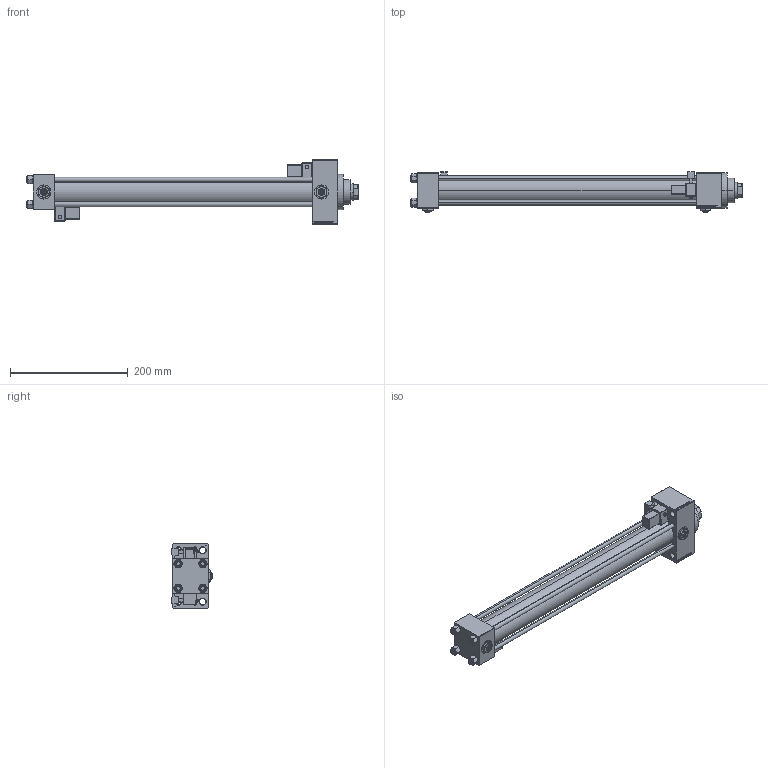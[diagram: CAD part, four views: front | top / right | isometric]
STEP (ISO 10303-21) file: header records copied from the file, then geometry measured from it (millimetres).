
FILE_DESCRIPTION (( 'STEP AP203' ), '1' );
FILE_NAME ('7722.STEP', '2025-10-22T09:17:42', ( '' ), ( '' ), 'SwSTEP 2.0', 'SolidWorks 2019', '' );
FILE_SCHEMA (( 'CONFIG_CONTROL_DESIGN' ));
Length unit declared in the file: millimetre
Products named in the file (8): V215_VC_A c3cc799e3ce8d9f0bf46b519ffe8ec6c; NUT_M5_D c3cc799e3ce8d9f0bf46b519ffe8ec6c; V215CR_D_Body c3cc799e3ce8d9f0bf46b519ffe8ec6c; V215CR_D_TYCINKA c3cc799e3ce8d9f0bf46b519ffe8ec6c; 7722; V215CR_MSU c3cc799e3ce8d9f0bf46b519ffe8ec6c; V215CR_VCP_D c3cc799e3ce8d9f0bf46b519ffe8ec6c; Zatka_pro_OIL_PORT c3cc799e3ce8d9f0bf46b519ffe8ec6c
Assembly tree (15 placements, depth 2):
  7722
    V215CR_D_Body c3cc799e3ce8d9f0bf46b519ffe8ec6c
    V215CR_VCP_D c3cc799e3ce8d9f0bf46b519ffe8ec6c
    NUT_M5_D c3cc799e3ce8d9f0bf46b519ffe8ec6c  x4
    V215CR_D_TYCINKA c3cc799e3ce8d9f0bf46b519ffe8ec6c  x4
    V215_VC_A c3cc799e3ce8d9f0bf46b519ffe8ec6c
    V215CR_MSU c3cc799e3ce8d9f0bf46b519ffe8ec6c  x2
    Zatka_pro_OIL_PORT c3cc799e3ce8d9f0bf46b519ffe8ec6c  x2
Bounding box: 565 x 68.9 x 109 mm (x, y, z)
Volume: 1032240.8 mm3; surface area: 318046.4 mm2
Topology: 15 solids, 15 shells, 1359 faces, 3348 edges, 2118 vertices
Faces by surface type: plane 604, bspline 368, cone 184, cylinder 159, sphere 24, torus 20
Entity records: 51500 total; most frequent: CARTESIAN_POINT 26041, ORIENTED_EDGE 5614, DIRECTION 3847, EDGE_CURVE 2807, VERTEX_POINT 1820, VECTOR 1653, LINE 1653, EDGE_LOOP 1261
